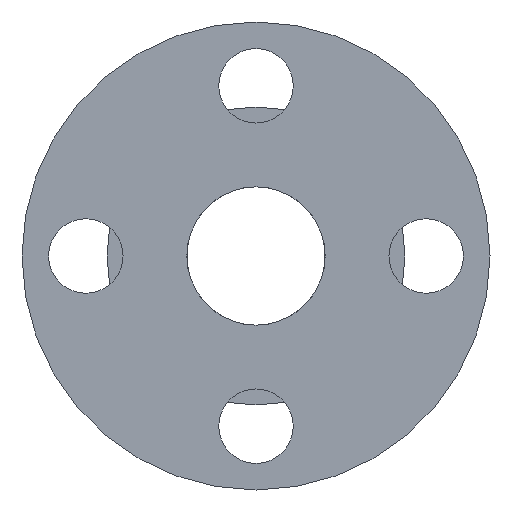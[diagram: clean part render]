
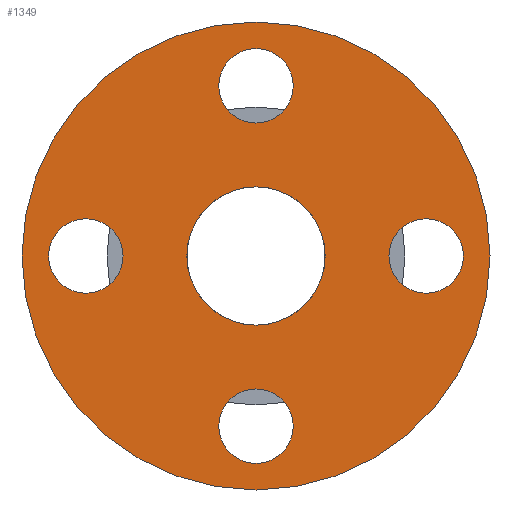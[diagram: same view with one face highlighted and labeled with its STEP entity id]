
A CAD part, front view. The second image highlights one B-rep face of the part: STEP entity #1349.
In plain terms, the highlighted planar face has unit normal (0, -1, 0).
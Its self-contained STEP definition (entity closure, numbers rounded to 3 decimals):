
#446 = CYLINDRICAL_SURFACE('',#447,3.25);
#447 = AXIS2_PLACEMENT_3D('',#448,#449,#450);
#448 = CARTESIAN_POINT('',(0.,15.,0.));
#449 = DIRECTION('',(0.,-1.,0.));
#450 = DIRECTION('',(0.,0.,1.));
#885 = CYLINDRICAL_SURFACE('',#886,11.);
#886 = AXIS2_PLACEMENT_3D('',#887,#888,#889);
#887 = CARTESIAN_POINT('',(0.,4.,0.));
#888 = DIRECTION('',(0.,-1.,0.));
#889 = DIRECTION('',(0.,0.,1.));
#916 = CYLINDRICAL_SURFACE('',#917,1.75);
#917 = AXIS2_PLACEMENT_3D('',#918,#919,#920);
#918 = CARTESIAN_POINT('',(-8.,0.,0.));
#919 = DIRECTION('',(0.,-1.,0.));
#920 = DIRECTION('',(1.,0.,0.));
#947 = CYLINDRICAL_SURFACE('',#948,1.75);
#948 = AXIS2_PLACEMENT_3D('',#949,#950,#951);
#949 = CARTESIAN_POINT('',(0.,0.,-8.));
#950 = DIRECTION('',(0.,-1.,0.));
#951 = DIRECTION('',(1.,0.,0.));
#978 = CYLINDRICAL_SURFACE('',#979,1.75);
#979 = AXIS2_PLACEMENT_3D('',#980,#981,#982);
#980 = CARTESIAN_POINT('',(0.,0.,8.));
#981 = DIRECTION('',(0.,-1.,0.));
#982 = DIRECTION('',(1.,0.,0.));
#1009 = CYLINDRICAL_SURFACE('',#1010,1.75);
#1010 = AXIS2_PLACEMENT_3D('',#1011,#1012,#1013);
#1011 = CARTESIAN_POINT('',(8.,0.,0.));
#1012 = DIRECTION('',(0.,-1.,0.));
#1013 = DIRECTION('',(1.,0.,0.));
#1025 = VERTEX_POINT('',#1026);
#1026 = CARTESIAN_POINT('',(0.,0.,3.25));
#1057 = EDGE_CURVE('',#1025,#1025,#1058,.T.);
#1058 = SURFACE_CURVE('',#1059,(#1064,#1071),.PCURVE_S1.);
#1059 = CIRCLE('',#1060,3.25);
#1060 = AXIS2_PLACEMENT_3D('',#1061,#1062,#1063);
#1061 = CARTESIAN_POINT('',(0.,0.,0.));
#1062 = DIRECTION('',(0.,1.,0.));
#1063 = DIRECTION('',(0.,0.,1.));
#1064 = PCURVE('',#446,#1065);
#1065 = DEFINITIONAL_REPRESENTATION('',(#1066),#1070);
#1066 = LINE('',#1067,#1068);
#1067 = CARTESIAN_POINT('',(-0.,15.));
#1068 = VECTOR('',#1069,1.);
#1069 = DIRECTION('',(-1.,0.));
#1070 = ( GEOMETRIC_REPRESENTATION_CONTEXT(2) 
PARAMETRIC_REPRESENTATION_CONTEXT() REPRESENTATION_CONTEXT('2D SPACE',''
  ) );
#1071 = PCURVE('',#1072,#1077);
#1072 = PLANE('',#1073);
#1073 = AXIS2_PLACEMENT_3D('',#1074,#1075,#1076);
#1074 = CARTESIAN_POINT('',(0.,0.,0.));
#1075 = DIRECTION('',(0.,1.,0.));
#1076 = DIRECTION('',(0.,0.,1.));
#1077 = DEFINITIONAL_REPRESENTATION('',(#1078),#1082);
#1078 = CIRCLE('',#1079,3.25);
#1079 = AXIS2_PLACEMENT_2D('',#1080,#1081);
#1080 = CARTESIAN_POINT('',(0.,0.));
#1081 = DIRECTION('',(1.,0.));
#1082 = ( GEOMETRIC_REPRESENTATION_CONTEXT(2) 
PARAMETRIC_REPRESENTATION_CONTEXT() REPRESENTATION_CONTEXT('2D SPACE',''
  ) );
#1089 = VERTEX_POINT('',#1090);
#1090 = CARTESIAN_POINT('',(0.,0.,11.));
#1111 = EDGE_CURVE('',#1089,#1089,#1112,.T.);
#1112 = SURFACE_CURVE('',#1113,(#1118,#1125),.PCURVE_S1.);
#1113 = CIRCLE('',#1114,11.);
#1114 = AXIS2_PLACEMENT_3D('',#1115,#1116,#1117);
#1115 = CARTESIAN_POINT('',(0.,0.,0.));
#1116 = DIRECTION('',(0.,1.,0.));
#1117 = DIRECTION('',(0.,0.,1.));
#1118 = PCURVE('',#885,#1119);
#1119 = DEFINITIONAL_REPRESENTATION('',(#1120),#1124);
#1120 = LINE('',#1121,#1122);
#1121 = CARTESIAN_POINT('',(-0.,4.));
#1122 = VECTOR('',#1123,1.);
#1123 = DIRECTION('',(-1.,0.));
#1124 = ( GEOMETRIC_REPRESENTATION_CONTEXT(2) 
PARAMETRIC_REPRESENTATION_CONTEXT() REPRESENTATION_CONTEXT('2D SPACE',''
  ) );
#1125 = PCURVE('',#1072,#1126);
#1126 = DEFINITIONAL_REPRESENTATION('',(#1127),#1131);
#1127 = CIRCLE('',#1128,11.);
#1128 = AXIS2_PLACEMENT_2D('',#1129,#1130);
#1129 = CARTESIAN_POINT('',(0.,0.));
#1130 = DIRECTION('',(1.,0.));
#1131 = ( GEOMETRIC_REPRESENTATION_CONTEXT(2) 
PARAMETRIC_REPRESENTATION_CONTEXT() REPRESENTATION_CONTEXT('2D SPACE',''
  ) );
#1138 = VERTEX_POINT('',#1139);
#1139 = CARTESIAN_POINT('',(-6.25,0.,0.));
#1162 = EDGE_CURVE('',#1138,#1138,#1163,.T.);
#1163 = SURFACE_CURVE('',#1164,(#1169,#1176),.PCURVE_S1.);
#1164 = CIRCLE('',#1165,1.75);
#1165 = AXIS2_PLACEMENT_3D('',#1166,#1167,#1168);
#1166 = CARTESIAN_POINT('',(-8.,0.,0.));
#1167 = DIRECTION('',(0.,-1.,0.));
#1168 = DIRECTION('',(1.,0.,0.));
#1169 = PCURVE('',#916,#1170);
#1170 = DEFINITIONAL_REPRESENTATION('',(#1171),#1175);
#1171 = LINE('',#1172,#1173);
#1172 = CARTESIAN_POINT('',(0.,0.));
#1173 = VECTOR('',#1174,1.);
#1174 = DIRECTION('',(1.,0.));
#1175 = ( GEOMETRIC_REPRESENTATION_CONTEXT(2) 
PARAMETRIC_REPRESENTATION_CONTEXT() REPRESENTATION_CONTEXT('2D SPACE',''
  ) );
#1176 = PCURVE('',#1072,#1177);
#1177 = DEFINITIONAL_REPRESENTATION('',(#1178),#1186);
#1178 = ( BOUNDED_CURVE() B_SPLINE_CURVE(2,(#1179,#1180,#1181,#1182,
#1183,#1184,#1185),.UNSPECIFIED.,.T.,.F.) B_SPLINE_CURVE_WITH_KNOTS((1,2
    ,2,2,2,1),(-2.094,0.,2.094,4.189,
6.283,8.378),.UNSPECIFIED.) CURVE() 
GEOMETRIC_REPRESENTATION_ITEM() RATIONAL_B_SPLINE_CURVE((1.,0.5,1.,0.5,
1.,0.5,1.)) REPRESENTATION_ITEM('') );
#1179 = CARTESIAN_POINT('',(0.,-6.25));
#1180 = CARTESIAN_POINT('',(3.031,-6.25));
#1181 = CARTESIAN_POINT('',(1.516,-8.875));
#1182 = CARTESIAN_POINT('',(0.,-11.5));
#1183 = CARTESIAN_POINT('',(-1.516,-8.875));
#1184 = CARTESIAN_POINT('',(-3.031,-6.25));
#1185 = CARTESIAN_POINT('',(0.,-6.25));
#1186 = ( GEOMETRIC_REPRESENTATION_CONTEXT(2) 
PARAMETRIC_REPRESENTATION_CONTEXT() REPRESENTATION_CONTEXT('2D SPACE',''
  ) );
#1192 = VERTEX_POINT('',#1193);
#1193 = CARTESIAN_POINT('',(1.75,0.,-8.));
#1216 = EDGE_CURVE('',#1192,#1192,#1217,.T.);
#1217 = SURFACE_CURVE('',#1218,(#1223,#1230),.PCURVE_S1.);
#1218 = CIRCLE('',#1219,1.75);
#1219 = AXIS2_PLACEMENT_3D('',#1220,#1221,#1222);
#1220 = CARTESIAN_POINT('',(0.,0.,-8.));
#1221 = DIRECTION('',(0.,-1.,0.));
#1222 = DIRECTION('',(1.,0.,0.));
#1223 = PCURVE('',#947,#1224);
#1224 = DEFINITIONAL_REPRESENTATION('',(#1225),#1229);
#1225 = LINE('',#1226,#1227);
#1226 = CARTESIAN_POINT('',(0.,0.));
#1227 = VECTOR('',#1228,1.);
#1228 = DIRECTION('',(1.,0.));
#1229 = ( GEOMETRIC_REPRESENTATION_CONTEXT(2) 
PARAMETRIC_REPRESENTATION_CONTEXT() REPRESENTATION_CONTEXT('2D SPACE',''
  ) );
#1230 = PCURVE('',#1072,#1231);
#1231 = DEFINITIONAL_REPRESENTATION('',(#1232),#1240);
#1232 = ( BOUNDED_CURVE() B_SPLINE_CURVE(2,(#1233,#1234,#1235,#1236,
#1237,#1238,#1239),.UNSPECIFIED.,.T.,.F.) B_SPLINE_CURVE_WITH_KNOTS((1,2
    ,2,2,2,1),(-2.094,0.,2.094,4.189,
6.283,8.378),.UNSPECIFIED.) CURVE() 
GEOMETRIC_REPRESENTATION_ITEM() RATIONAL_B_SPLINE_CURVE((1.,0.5,1.,0.5,
1.,0.5,1.)) REPRESENTATION_ITEM('') );
#1233 = CARTESIAN_POINT('',(-8.,1.75));
#1234 = CARTESIAN_POINT('',(-4.969,1.75));
#1235 = CARTESIAN_POINT('',(-6.484,-0.875));
#1236 = CARTESIAN_POINT('',(-8.,-3.5));
#1237 = CARTESIAN_POINT('',(-9.516,-0.875));
#1238 = CARTESIAN_POINT('',(-11.031,1.75));
#1239 = CARTESIAN_POINT('',(-8.,1.75));
#1240 = ( GEOMETRIC_REPRESENTATION_CONTEXT(2) 
PARAMETRIC_REPRESENTATION_CONTEXT() REPRESENTATION_CONTEXT('2D SPACE',''
  ) );
#1246 = VERTEX_POINT('',#1247);
#1247 = CARTESIAN_POINT('',(1.75,0.,8.));
#1270 = EDGE_CURVE('',#1246,#1246,#1271,.T.);
#1271 = SURFACE_CURVE('',#1272,(#1277,#1284),.PCURVE_S1.);
#1272 = CIRCLE('',#1273,1.75);
#1273 = AXIS2_PLACEMENT_3D('',#1274,#1275,#1276);
#1274 = CARTESIAN_POINT('',(0.,0.,8.));
#1275 = DIRECTION('',(0.,-1.,0.));
#1276 = DIRECTION('',(1.,0.,0.));
#1277 = PCURVE('',#978,#1278);
#1278 = DEFINITIONAL_REPRESENTATION('',(#1279),#1283);
#1279 = LINE('',#1280,#1281);
#1280 = CARTESIAN_POINT('',(0.,0.));
#1281 = VECTOR('',#1282,1.);
#1282 = DIRECTION('',(1.,0.));
#1283 = ( GEOMETRIC_REPRESENTATION_CONTEXT(2) 
PARAMETRIC_REPRESENTATION_CONTEXT() REPRESENTATION_CONTEXT('2D SPACE',''
  ) );
#1284 = PCURVE('',#1072,#1285);
#1285 = DEFINITIONAL_REPRESENTATION('',(#1286),#1294);
#1286 = ( BOUNDED_CURVE() B_SPLINE_CURVE(2,(#1287,#1288,#1289,#1290,
#1291,#1292,#1293),.UNSPECIFIED.,.T.,.F.) B_SPLINE_CURVE_WITH_KNOTS((1,2
    ,2,2,2,1),(-2.094,0.,2.094,4.189,
6.283,8.378),.UNSPECIFIED.) CURVE() 
GEOMETRIC_REPRESENTATION_ITEM() RATIONAL_B_SPLINE_CURVE((1.,0.5,1.,0.5,
1.,0.5,1.)) REPRESENTATION_ITEM('') );
#1287 = CARTESIAN_POINT('',(8.,1.75));
#1288 = CARTESIAN_POINT('',(11.031,1.75));
#1289 = CARTESIAN_POINT('',(9.516,-0.875));
#1290 = CARTESIAN_POINT('',(8.,-3.5));
#1291 = CARTESIAN_POINT('',(6.484,-0.875));
#1292 = CARTESIAN_POINT('',(4.969,1.75));
#1293 = CARTESIAN_POINT('',(8.,1.75));
#1294 = ( GEOMETRIC_REPRESENTATION_CONTEXT(2) 
PARAMETRIC_REPRESENTATION_CONTEXT() REPRESENTATION_CONTEXT('2D SPACE',''
  ) );
#1300 = VERTEX_POINT('',#1301);
#1301 = CARTESIAN_POINT('',(9.75,0.,0.));
#1324 = EDGE_CURVE('',#1300,#1300,#1325,.T.);
#1325 = SURFACE_CURVE('',#1326,(#1331,#1338),.PCURVE_S1.);
#1326 = CIRCLE('',#1327,1.75);
#1327 = AXIS2_PLACEMENT_3D('',#1328,#1329,#1330);
#1328 = CARTESIAN_POINT('',(8.,0.,0.));
#1329 = DIRECTION('',(0.,-1.,0.));
#1330 = DIRECTION('',(1.,0.,0.));
#1331 = PCURVE('',#1009,#1332);
#1332 = DEFINITIONAL_REPRESENTATION('',(#1333),#1337);
#1333 = LINE('',#1334,#1335);
#1334 = CARTESIAN_POINT('',(0.,0.));
#1335 = VECTOR('',#1336,1.);
#1336 = DIRECTION('',(1.,0.));
#1337 = ( GEOMETRIC_REPRESENTATION_CONTEXT(2) 
PARAMETRIC_REPRESENTATION_CONTEXT() REPRESENTATION_CONTEXT('2D SPACE',''
  ) );
#1338 = PCURVE('',#1072,#1339);
#1339 = DEFINITIONAL_REPRESENTATION('',(#1340),#1348);
#1340 = ( BOUNDED_CURVE() B_SPLINE_CURVE(2,(#1341,#1342,#1343,#1344,
#1345,#1346,#1347),.UNSPECIFIED.,.T.,.F.) B_SPLINE_CURVE_WITH_KNOTS((1,2
    ,2,2,2,1),(-2.094,0.,2.094,4.189,
6.283,8.378),.UNSPECIFIED.) CURVE() 
GEOMETRIC_REPRESENTATION_ITEM() RATIONAL_B_SPLINE_CURVE((1.,0.5,1.,0.5,
1.,0.5,1.)) REPRESENTATION_ITEM('') );
#1341 = CARTESIAN_POINT('',(0.,9.75));
#1342 = CARTESIAN_POINT('',(3.031,9.75));
#1343 = CARTESIAN_POINT('',(1.516,7.125));
#1344 = CARTESIAN_POINT('',(0.,4.5));
#1345 = CARTESIAN_POINT('',(-1.516,7.125));
#1346 = CARTESIAN_POINT('',(-3.031,9.75));
#1347 = CARTESIAN_POINT('',(0.,9.75));
#1348 = ( GEOMETRIC_REPRESENTATION_CONTEXT(2) 
PARAMETRIC_REPRESENTATION_CONTEXT() REPRESENTATION_CONTEXT('2D SPACE',''
  ) );
#1349 = ADVANCED_FACE('',(#1350,#1353,#1356,#1359,#1362,#1365),#1072,.F.
  );
#1350 = FACE_BOUND('',#1351,.F.);
#1351 = EDGE_LOOP('',(#1352));
#1352 = ORIENTED_EDGE('',*,*,#1111,.T.);
#1353 = FACE_BOUND('',#1354,.F.);
#1354 = EDGE_LOOP('',(#1355));
#1355 = ORIENTED_EDGE('',*,*,#1216,.T.);
#1356 = FACE_BOUND('',#1357,.F.);
#1357 = EDGE_LOOP('',(#1358));
#1358 = ORIENTED_EDGE('',*,*,#1162,.T.);
#1359 = FACE_BOUND('',#1360,.F.);
#1360 = EDGE_LOOP('',(#1361));
#1361 = ORIENTED_EDGE('',*,*,#1324,.T.);
#1362 = FACE_BOUND('',#1363,.F.);
#1363 = EDGE_LOOP('',(#1364));
#1364 = ORIENTED_EDGE('',*,*,#1057,.F.);
#1365 = FACE_BOUND('',#1366,.F.);
#1366 = EDGE_LOOP('',(#1367));
#1367 = ORIENTED_EDGE('',*,*,#1270,.T.);
